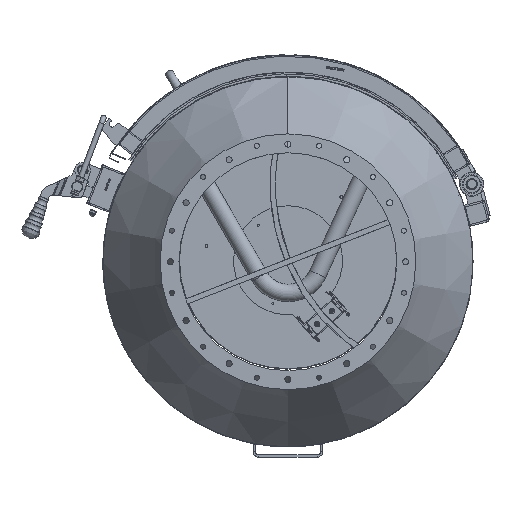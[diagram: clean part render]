
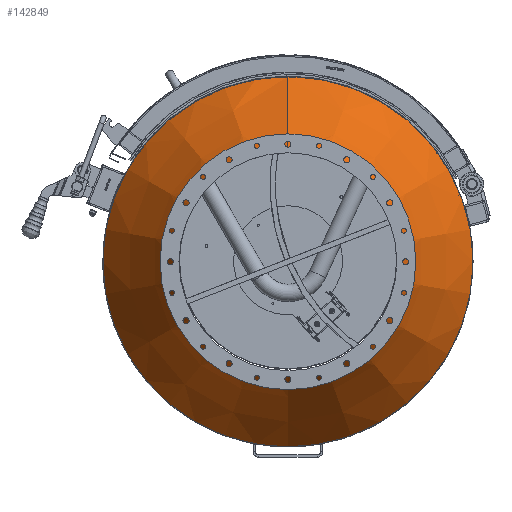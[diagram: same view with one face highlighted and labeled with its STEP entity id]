
A CAD part, front view. The second image highlights one B-rep face of the part: STEP entity #142849.
In plain terms, the highlighted conical face has half-angle 32.456 degrees and reference radius 339.188 mm.
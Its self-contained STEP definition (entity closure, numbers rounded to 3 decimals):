
#15253=LINE('',#227293,#25906);
#15255=LINE('',#227297,#25908);
#25906=VECTOR('',#164462,10.);
#25908=VECTOR('',#164466,10.);
#41121=FACE_OUTER_BOUND('',#49647,.T.);
#49647=EDGE_LOOP('',(#107554,#107555,#107556,#107557));
#55779=CIRCLE('',#150375,253.375);
#55832=CIRCLE('',#150466,425.);
#62697=VERTEX_POINT('',#227149);
#62698=VERTEX_POINT('',#227150);
#62750=VERTEX_POINT('',#227288);
#62752=VERTEX_POINT('',#227295);
#79010=EDGE_CURVE('',#62697,#62698,#55779,.T.);
#79065=EDGE_CURVE('',#62750,#62697,#15253,.T.);
#79067=EDGE_CURVE('',#62698,#62752,#15255,.T.);
#79071=EDGE_CURVE('',#62750,#62752,#55832,.T.);
#107554=ORIENTED_EDGE('',*,*,#79065,.T.);
#107555=ORIENTED_EDGE('',*,*,#79010,.T.);
#107556=ORIENTED_EDGE('',*,*,#79067,.T.);
#107557=ORIENTED_EDGE('',*,*,#79071,.F.);
#131721=CONICAL_SURFACE('',#150467,339.188,32.456);
#142849=ADVANCED_FACE('',(#41121),#131721,.T.);
#150375=AXIS2_PLACEMENT_3D('',#227151,#164287,#164288);
#150466=AXIS2_PLACEMENT_3D('',#227305,#164477,#164478);
#150467=AXIS2_PLACEMENT_3D('',#227306,#164479,#164480);
#164287=DIRECTION('center_axis',(0.,1.,0.));
#164288=DIRECTION('ref_axis',(-1.,0.,0.));
#164462=DIRECTION('',(0.,-0.844,-0.537));
#164466=DIRECTION('',(0.,0.844,0.537));
#164477=DIRECTION('center_axis',(0.,1.,0.));
#164478=DIRECTION('ref_axis',(-1.,0.,0.));
#164479=DIRECTION('center_axis',(0.,1.,0.));
#164480=DIRECTION('ref_axis',(-1.,0.,0.));
#227149=CARTESIAN_POINT('',(0.05,-702.,253.375));
#227150=CARTESIAN_POINT('',(-0.05,-702.,253.375));
#227151=CARTESIAN_POINT('Origin',(0.,-702.,0.));
#227288=CARTESIAN_POINT('',(0.05,-432.147,425.));
#227293=CARTESIAN_POINT('',(0.05,-567.073,339.188));
#227295=CARTESIAN_POINT('',(-0.05,-432.147,425.));
#227297=CARTESIAN_POINT('',(-0.05,-567.073,339.188));
#227305=CARTESIAN_POINT('Origin',(0.,-432.147,
0.));
#227306=CARTESIAN_POINT('Origin',(0.,-567.073,
0.));
